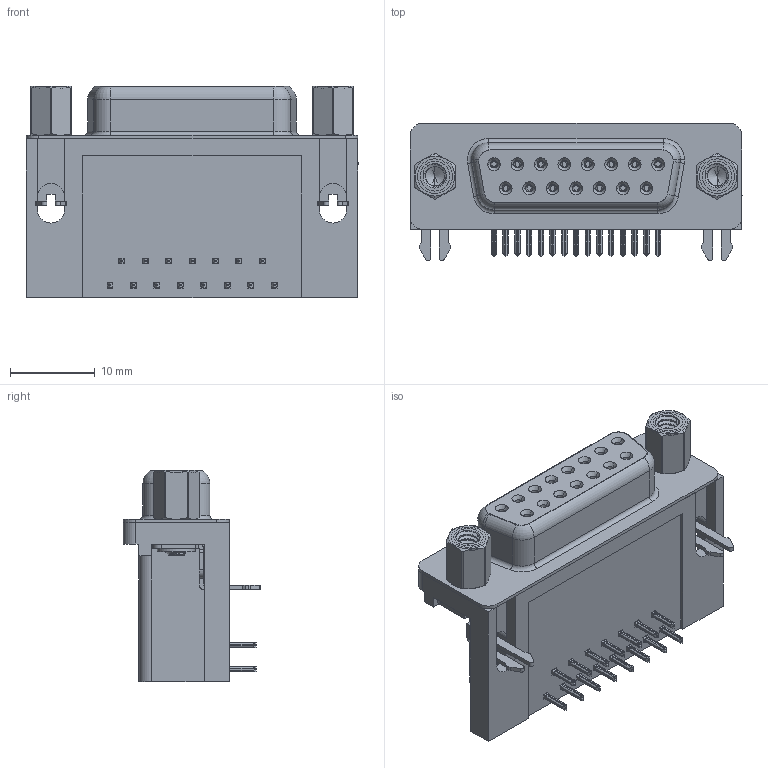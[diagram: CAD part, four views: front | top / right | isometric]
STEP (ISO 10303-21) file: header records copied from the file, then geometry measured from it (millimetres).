
FILE_DESCRIPTION (( 'STEP AP203' ), '1' );
FILE_NAME ('626-015-262-033.STEP', '2018-11-07T00:16:34', ( '' ), ( '' ), 'SwSTEP 2.0', 'SolidWorks 2016', '' );
FILE_SCHEMA (( 'CONFIG_CONTROL_DESIGN' ));
Length unit declared in the file: millimetre
Products named in the file (8): 626-015-262-033; 626 Round Threaded Standoff; 626 Housing_15 Socket; 626 Shell_15 Socket; 626 Contact Bottom; 626 Contact Top; 626 4-40 Hex Standoff 5; 626 2 Prong Board Lock
Assembly tree (23 placements, depth 2):
  626-015-262-033
    626 Housing_15 Socket
    626 Shell_15 Socket
    626 Contact Bottom  x7
    626 Contact Top  x8
    626 2 Prong Board Lock  x2
    626 Round Threaded Standoff  x2
    626 4-40 Hex Standoff 5  x2
Bounding box: 39.22 x 16.25 x 24.96 mm (x, y, z)
Volume: 7546.7 mm3; surface area: 8717.5 mm2
Topology: 23 solids, 23 shells, 2585 faces, 6832 edges, 4306 vertices
Faces by surface type: plane 1118, cylinder 693, bspline 540, cone 212, torus 22
Entity records: 31998 total; most frequent: CARTESIAN_POINT 12537, ORIENTED_EDGE 3994, DIRECTION 3443, EDGE_CURVE 1997, VERTEX_POINT 1279, LINE 1181, VECTOR 1181, AXIS2_PLACEMENT_3D 1131
